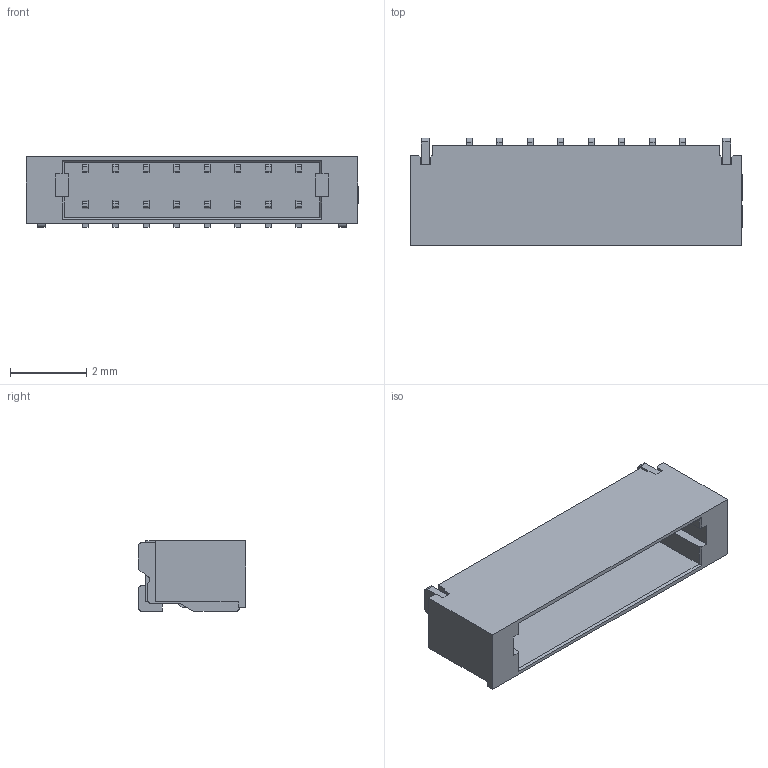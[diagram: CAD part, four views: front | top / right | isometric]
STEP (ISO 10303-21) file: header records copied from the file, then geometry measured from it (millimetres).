
FILE_DESCRIPTION (( 'STEP AP214' ), '1' );
FILE_NAME ('CONN-SMD_8P-P0.80_HCTL_HC-0.8-8PWT.step', '2022-07-29T14:36:16', ( '' ), ( '' ), 'SwSTEP 2.0', 'SolidWorks 2020', '' );
FILE_SCHEMA (( 'AUTOMOTIVE_DESIGN' ));
Length unit declared in the file: millimetre
Products named in the file (1): CONN-SMD_8P-P0.80_HCTL_HC-0.8-8PWT
Bounding box: 8.7 x 2.82 x 1.85 mm (x, y, z)
Volume: 20.9 mm3; surface area: 136.7 mm2
Topology: 14 solids, 14 shells, 581 faces, 1583 edges, 1054 vertices
Faces by surface type: plane 399, bspline 112, cylinder 70
Entity records: 25336 total; most frequent: CARTESIAN_POINT 5323, ORIENTED_EDGE 3166, DIRECTION 2435, EDGE_CURVE 1583, LINE 1215, VECTOR 1215, VERTEX_POINT 1054, EDGE_LOOP 617
